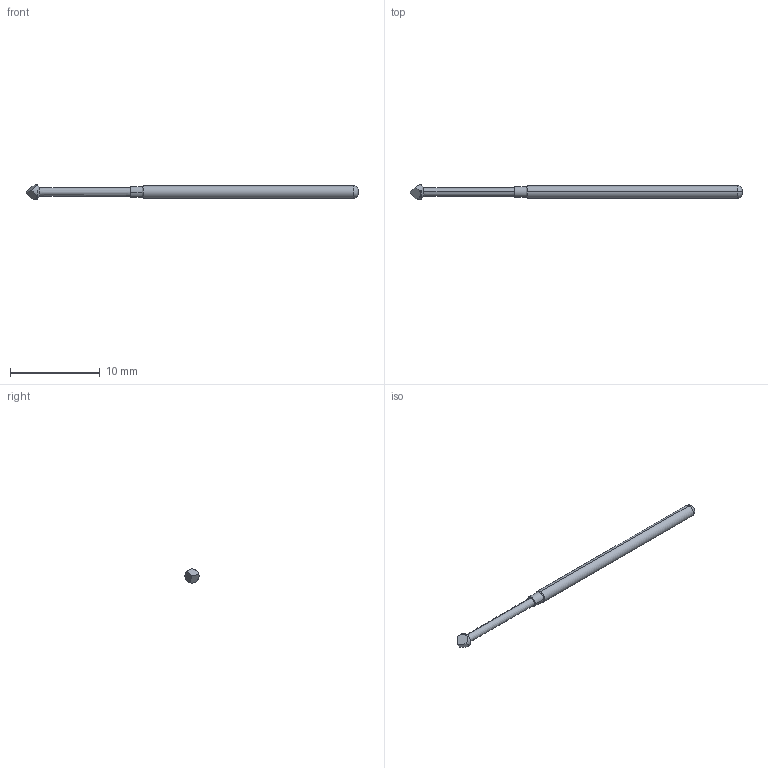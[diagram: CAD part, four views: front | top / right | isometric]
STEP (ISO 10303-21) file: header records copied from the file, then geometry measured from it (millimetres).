
FILE_DESCRIPTION (( 'STEP AP214' ), '1' );
FILE_NAME ('100-PR_4003_.STEP', '2016-06-07T18:11:55', ( 'spare' ), ( '' ), 'SwSTEP 2.0', 'SolidWorks 2016', '' );
FILE_SCHEMA (( 'AUTOMOTIVE_DESIGN' ));
Length unit declared in the file: inch
Products named in the file (1): 100-PR_4003_
Bounding box: 37.09 x 1.58 x 1.58 mm (x, y, z)
Volume: 45.2 mm3; surface area: 146 mm2
Topology: 1 solids, 1 shells, 24 faces, 51 edges, 30 vertices
Faces by surface type: torus 6, cone 6, cylinder 6, plane 6
Entity records: 999 total; most frequent: DIRECTION 124, CARTESIAN_POINT 121, ORIENTED_EDGE 102, AXIS2_PLACEMENT_3D 53, EDGE_CURVE 51, VERTEX_POINT 30, CIRCLE 28, UNCERTAINTY_MEASURE_WITH_UNIT 27
